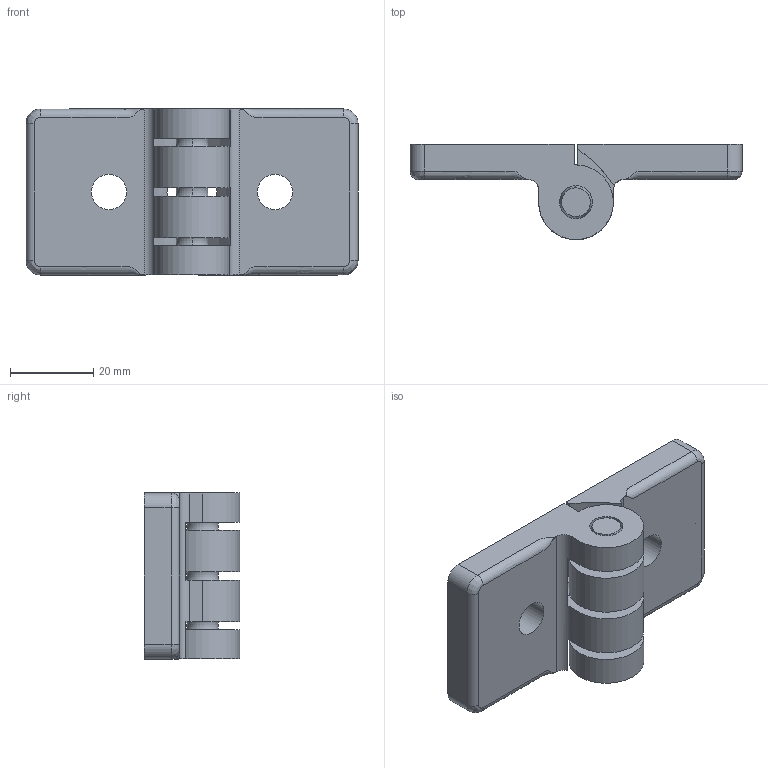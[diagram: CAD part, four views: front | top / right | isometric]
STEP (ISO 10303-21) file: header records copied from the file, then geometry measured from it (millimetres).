
FILE_DESCRIPTION((''),'2;1');
FILE_NAME('SZ0762N.stp','2009-07-27T13:46:57',(''),(''),'Mechanical Desktop 2007','Mechanical Desktop 2007',', , ');
FILE_SCHEMA(('CONFIG_CONTROL_DESIGN'));
Length unit declared in the file: millimetre
Products named in the file (2): SZ0762NA; SZ0762N
Assembly tree (1 placements, depth 2):
  SZ0762NA
    SZ0762N
Bounding box: 80 x 23 x 40 mm (x, y, z)
Volume: 32553.3 mm3; surface area: 13923 mm2
Topology: 3 solids, 3 shells, 92 faces, 240 edges, 148 vertices
Faces by surface type: cylinder 42, plane 24, bspline 16, torus 6, cone 4
Entity records: 6819 total; most frequent: CARTESIAN_POINT 4498, DIRECTION 486, ORIENTED_EDGE 448, EDGE_CURVE 224, AXIS2_PLACEMENT_3D 196, VERTEX_POINT 142, CIRCLE 118, EDGE_LOOP 112
